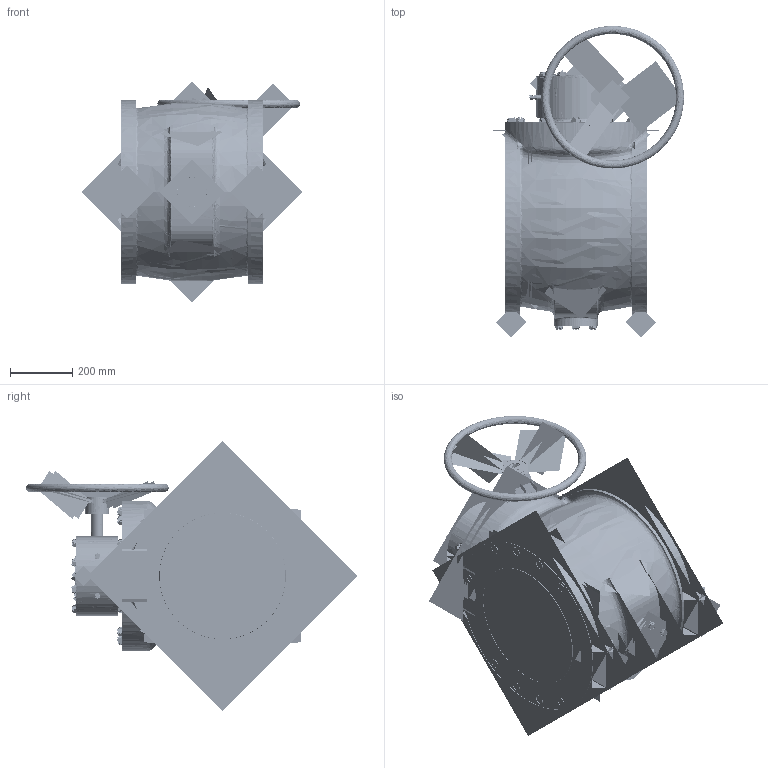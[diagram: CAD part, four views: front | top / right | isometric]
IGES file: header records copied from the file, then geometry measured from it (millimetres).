
Start section:  PTC IGES file: plug_flxfl-16in-handwheel_asm.igs
Global section: file name: plug_flxfl-16in-handwheel_asm.igs; native system: Creo Parametric by Parametric Technology Corporation; preprocessor: 2013050; author: HAPPY; organization: Unknown; date: 20170128.152800; units: inch
Bounding box: 709.9 x 1064.57 x 868.69 mm (x, y, z)
Volume: 49958707.2 mm3; surface area: 23654465 mm2
Topology: 84 solids, 83 shells, 4022 faces, 19667 edges, 24753 vertices
Faces by surface type: revolution 2368, bspline 1548, extrusion 106
